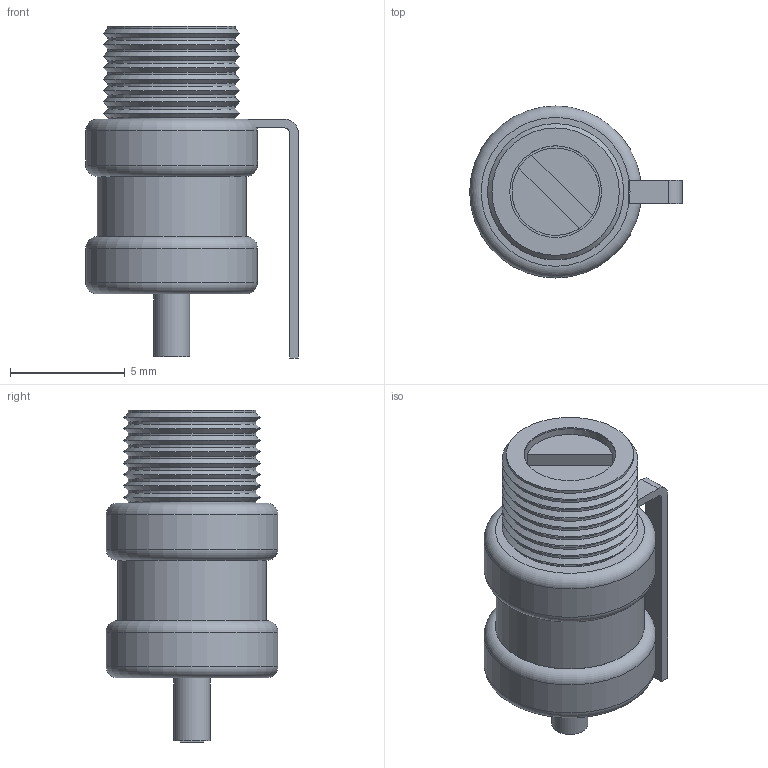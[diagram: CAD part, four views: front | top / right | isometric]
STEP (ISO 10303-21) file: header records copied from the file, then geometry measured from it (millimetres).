
FILE_DESCRIPTION(/* description */ (''),/* implementation_level */ '2;1');
FILE_NAME(/* name */ 'CAPV_JOHANSON_8052.stp',/* time_stamp */ '2017-03-08T11:39:03+01:00',/* author */ ('jchouvet'),/* organization */ (''),/* preprocessor_version */ 'ST-DEVELOPER v16.1',/* originating_system */ 'AutoCAD Mechanical',/* authorisation */ '');
FILE_SCHEMA (('AUTOMOTIVE_DESIGN { 1 0 10303 214 3 1 1 }'));
Length unit declared in the file: millimetre
Products named in the file (1): Product
Bounding box: 9.27 x 7.49 x 14.48 mm (x, y, z)
Volume: 416.3 mm3; surface area: 662.4 mm2
Topology: 7 solids, 7 shells, 64 faces, 128 edges, 80 vertices
Faces by surface type: plane 26, cylinder 18, cone 16, torus 4
Full cylindrical faces by diameter (mm): 1.575 x1, 3.81 x1, 4 x1, 4.002 x1, 5.556 x9, 6.5 x1, 7.493 x2
Entity records: 1384 total; most frequent: DIRECTION 260, CARTESIAN_POINT 211, ORIENTED_EDGE 158, AXIS2_PLACEMENT_3D 116, EDGE_LOOP 102, EDGE_CURVE 79, VERTEX_POINT 67, FACE_OUTER_BOUND 64
